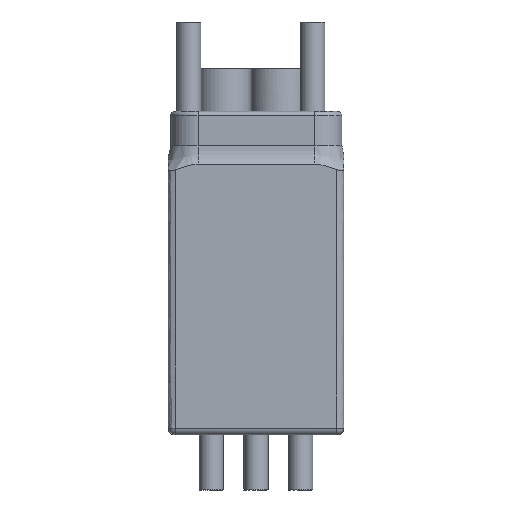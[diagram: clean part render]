
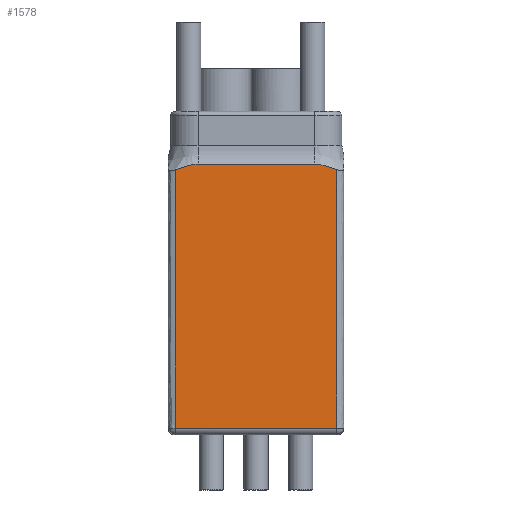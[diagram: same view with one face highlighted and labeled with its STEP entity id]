
A CAD part, front view. The second image highlights one B-rep face of the part: STEP entity #1578.
In plain terms, the highlighted free-form (B-spline) face has degree [1, 1] with [2, 2] control points.
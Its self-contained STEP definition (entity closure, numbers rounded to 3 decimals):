
#790 = VERTEX_POINT('',#791);
#791 = CARTESIAN_POINT('',(31.704,0.,1.294));
#797 = EDGE_CURVE('',#790,#798,#800,.T.);
#798 = VERTEX_POINT('',#799);
#799 = CARTESIAN_POINT('',(1.294,0.,1.294));
#800 = B_SPLINE_CURVE_WITH_KNOTS('',1,(#801,#802),.UNSPECIFIED.,.F.,.F.,
  (2,2),(-23.019,6.826),.PIECEWISE_BEZIER_KNOTS.);
#801 = CARTESIAN_POINT('',(31.704,0.,1.294));
#802 = CARTESIAN_POINT('',(1.294,0.,1.294));
#1540 = VERTEX_POINT('',#1541);
#1541 = CARTESIAN_POINT('',(31.704,0.,
    49.892));
#1567 = EDGE_CURVE('',#1540,#790,#1568,.T.);
#1568 = B_SPLINE_CURVE_WITH_KNOTS('',1,(#1569,#1570),.UNSPECIFIED.,.F.,
  .F.,(2,2),(-48.965,-1.27),.PIECEWISE_BEZIER_KNOTS.);
#1569 = CARTESIAN_POINT('',(31.704,0.,49.892));
#1570 = CARTESIAN_POINT('',(31.704,0.,1.294));
#1578 = ADVANCED_FACE('',(#1579),#1617,.T.);
#1579 = FACE_BOUND('',#1580,.T.);
#1580 = EDGE_LOOP('',(#1581,#1582,#1583,#1594,#1601,#1612));
#1581 = ORIENTED_EDGE('',*,*,#797,.F.);
#1582 = ORIENTED_EDGE('',*,*,#1567,.F.);
#1583 = ORIENTED_EDGE('',*,*,#1584,.F.);
#1584 = EDGE_CURVE('',#1585,#1540,#1587,.T.);
#1585 = VERTEX_POINT('',#1586);
#1586 = CARTESIAN_POINT('',(27.49,0.,50.926));
#1587 = B_SPLINE_CURVE_WITH_KNOTS('',3,(#1588,#1589,#1590,#1591,#1592,
    #1593),.UNSPECIFIED.,.F.,.F.,(4,2,4),(3.183,3.428,
    3.587),.UNSPECIFIED.);
#1588 = CARTESIAN_POINT('',(27.49,0.,50.926));
#1589 = CARTESIAN_POINT('',(28.322,0.,50.926));
#1590 = CARTESIAN_POINT('',(29.191,0.,
    50.716));
#1591 = CARTESIAN_POINT('',(30.606,0.,
    50.264));
#1592 = CARTESIAN_POINT('',(31.162,0.,
    50.066));
#1593 = CARTESIAN_POINT('',(31.704,0.,
    49.892));
#1594 = ORIENTED_EDGE('',*,*,#1595,.F.);
#1595 = EDGE_CURVE('',#1596,#1585,#1598,.T.);
#1596 = VERTEX_POINT('',#1597);
#1597 = CARTESIAN_POINT('',(5.637,0.,50.926));
#1598 = B_SPLINE_CURVE_WITH_KNOTS('',1,(#1599,#1600),.UNSPECIFIED.,.F.,
  .F.,(2,2),(-5.33,16.117),.PIECEWISE_BEZIER_KNOTS.);
#1599 = CARTESIAN_POINT('',(5.637,0.,
    50.926));
#1600 = CARTESIAN_POINT('',(27.49,0.,
    50.926));
#1601 = ORIENTED_EDGE('',*,*,#1602,.F.);
#1602 = EDGE_CURVE('',#1603,#1596,#1605,.T.);
#1603 = VERTEX_POINT('',#1604);
#1604 = CARTESIAN_POINT('',(1.294,0.,
    49.85));
#1605 = B_SPLINE_CURVE_WITH_KNOTS('',3,(#1606,#1607,#1608,#1609,#1610,
    #1611),.UNSPECIFIED.,.F.,.F.,(4,2,4),(2.766,2.938,
    3.183),.UNSPECIFIED.);
#1606 = CARTESIAN_POINT('',(1.294,0.,
    49.85));
#1607 = CARTESIAN_POINT('',(1.876,0.,
    50.035));
#1608 = CARTESIAN_POINT('',(2.476,0.,
    50.25));
#1609 = CARTESIAN_POINT('',(3.937,0.,
    50.716));
#1610 = CARTESIAN_POINT('',(4.805,0.,
    50.926));
#1611 = CARTESIAN_POINT('',(5.637,0.,
    50.926));
#1612 = ORIENTED_EDGE('',*,*,#1613,.F.);
#1613 = EDGE_CURVE('',#798,#1603,#1614,.T.);
#1614 = B_SPLINE_CURVE_WITH_KNOTS('',1,(#1615,#1616),.UNSPECIFIED.,.F.,
  .F.,(2,2),(1.27,48.925),.PIECEWISE_BEZIER_KNOTS.);
#1615 = CARTESIAN_POINT('',(1.294,0.,1.294));
#1616 = CARTESIAN_POINT('',(1.294,0.,49.85));
#1617 = B_SPLINE_SURFACE_WITH_KNOTS('',1,1,(
    (#1618,#1619)
    ,(#1620,#1621
  )),.UNSPECIFIED.,.F.,.F.,.F.,(2,2),(2,2),(1.27,31.115),(1.27,
    49.98),.PIECEWISE_BEZIER_KNOTS.);
#1618 = CARTESIAN_POINT('',(1.294,0.,1.294));
#1619 = CARTESIAN_POINT('',(1.294,0.,50.926));
#1620 = CARTESIAN_POINT('',(31.704,0.,1.294));
#1621 = CARTESIAN_POINT('',(31.704,0.,50.926));
